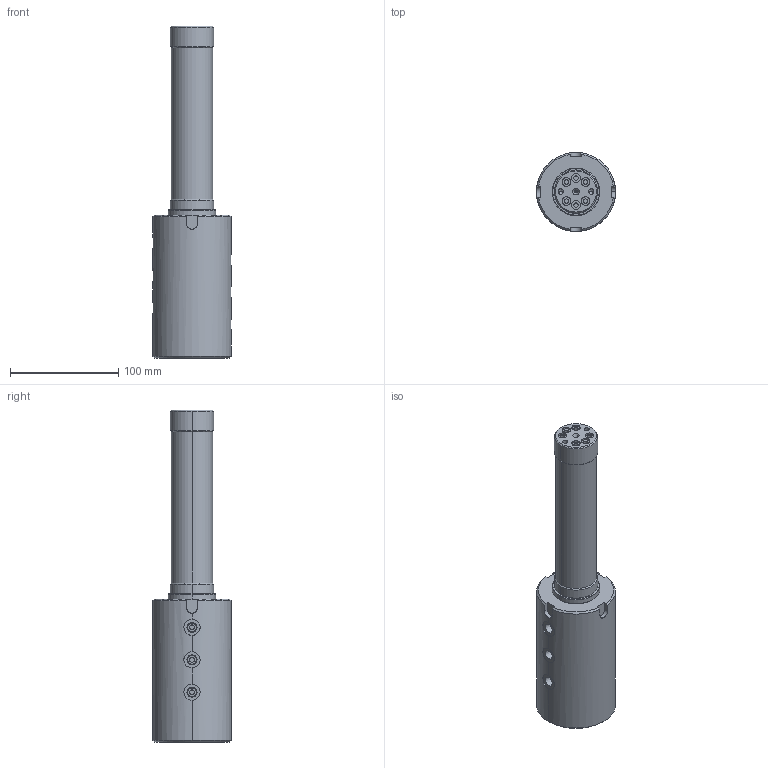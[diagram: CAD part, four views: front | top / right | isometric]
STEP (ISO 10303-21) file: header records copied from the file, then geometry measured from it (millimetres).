
FILE_DESCRIPTION (( 'STEP AP203' ), '1' );
FILE_NAME ('YRA-6-255.STEP', '2022-09-19T03:25:23', ( '微软用户' ), ( '微软中国' ), 'SwSTEP 2.0', 'SolidWorks 2012', '' );
FILE_SCHEMA (( 'CONFIG_CONTROL_DESIGN' ));
Length unit declared in the file: millimetre
Products named in the file (4): YRA-6-255; YRA-6-255蛌粣; YRA-4-255-綴裔; YRA-6-400-掛极
Assembly tree (3 placements, depth 2):
  YRA-6-255
    YRA-6-400-掛极
    YRA-4-255-綴裔
    YRA-6-255蛌粣
Bounding box: 73 x 73 x 307 mm (x, y, z)
Volume: 743179.9 mm3; surface area: 106438.3 mm2
Topology: 3 solids, 3 shells, 214 faces, 482 edges, 294 vertices
Faces by surface type: cylinder 111, plane 61, cone 42
Entity records: 7611 total; most frequent: CARTESIAN_POINT 2356, DIRECTION 1085, ORIENTED_EDGE 944, EDGE_CURVE 472, AXIS2_PLACEMENT_3D 443, VERTEX_POINT 294, EDGE_LOOP 256, CIRCLE 223
